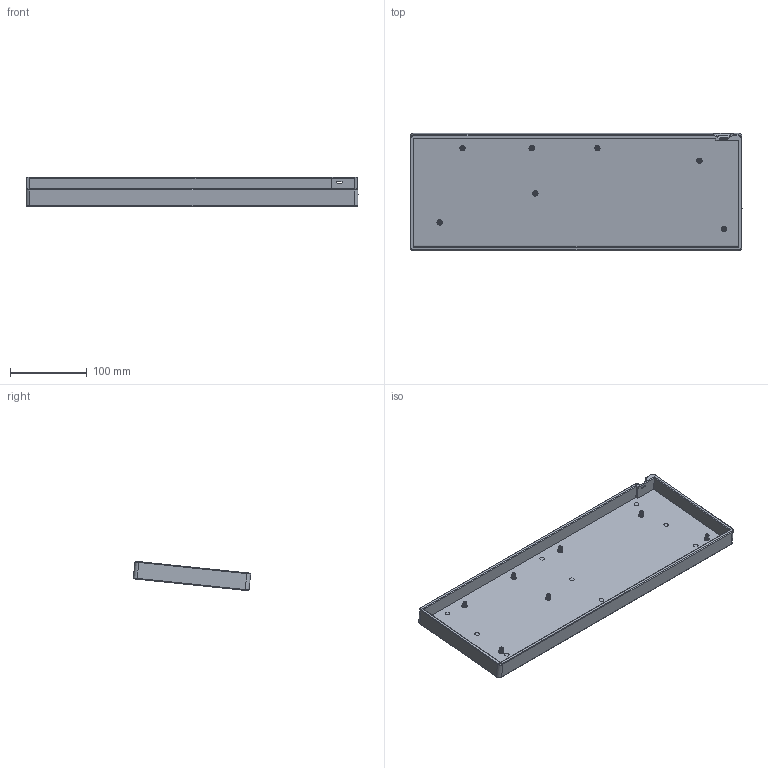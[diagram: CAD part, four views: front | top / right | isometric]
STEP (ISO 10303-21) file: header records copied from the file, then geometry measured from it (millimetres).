
FILE_DESCRIPTION(/* description */ (''),/* implementation_level */ '2;1');
FILE_NAME(/* name */ 'keyboard_body.step',/* time_stamp */ '2025-07-31T22:44:52+02:00',/* author */ (''),/* organization */ (''),/* preprocessor_version */ 'ST-DEVELOPER v20.1',/* originating_system */ 'Autodesk Translation Framework v14.10.0.0',/* authorisation */ '');
FILE_SCHEMA (('AUTOMOTIVE_DESIGN { 1 0 10303 214 3 1 1 }'));
Length unit declared in the file: millimetre
Products named in the file (1): Untitled
Bounding box: 433.47 x 153.19 x 38.3 mm (x, y, z)
Volume: 311236.2 mm3; surface area: 181534.8 mm2
Topology: 1 solids, 1 shells, 520 faces, 1356 edges, 865 vertices
Faces by surface type: cylinder 272, plane 165, bspline 62, torus 21
Full cylindrical faces by diameter (mm): 2.175 x49, 2.675 x34, 5 x7, 6 x9
Entity records: 29842 total; most frequent: CARTESIAN_POINT 18271, ORIENTED_EDGE 2712, DIRECTION 1870, EDGE_CURVE 1356, VERTEX_POINT 865, LINE 626, VECTOR 626, AXIS2_PLACEMENT_3D 622
